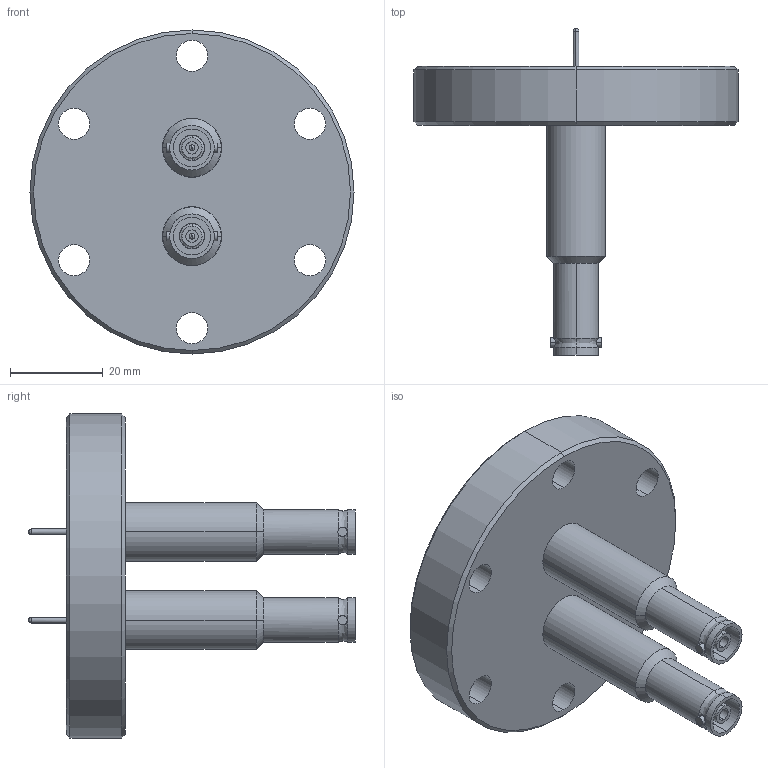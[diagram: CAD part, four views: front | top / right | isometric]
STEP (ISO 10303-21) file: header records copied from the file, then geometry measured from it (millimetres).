
FILE_DESCRIPTION (( 'STEP AP203' ), '1' );
FILE_NAME ('A1600-3-CF.STEP', '2011-11-14T19:03:19', ( '' ), ( '' ), 'SwSTEP 2.0', 'SolidWorks 2011', '' );
FILE_SCHEMA (( 'CONFIG_CONTROL_DESIGN' ));
Length unit declared in the file: inch
Products named in the file (1): A1600-3-CF
Bounding box: 69.85 x 70.38 x 69.85 mm (x, y, z)
Volume: 47696.7 mm3; surface area: 23145.9 mm2
Topology: 1 solids, 5 shells, 207 faces, 480 edges, 312 vertices
Faces by surface type: cylinder 112, plane 45, bspline 28, cone 22
Entity records: 6697 total; most frequent: CARTESIAN_POINT 1740, DIRECTION 1120, ORIENTED_EDGE 960, AXIS2_PLACEMENT_3D 492, EDGE_CURVE 480, CIRCLE 312, VERTEX_POINT 312, EDGE_LOOP 256
